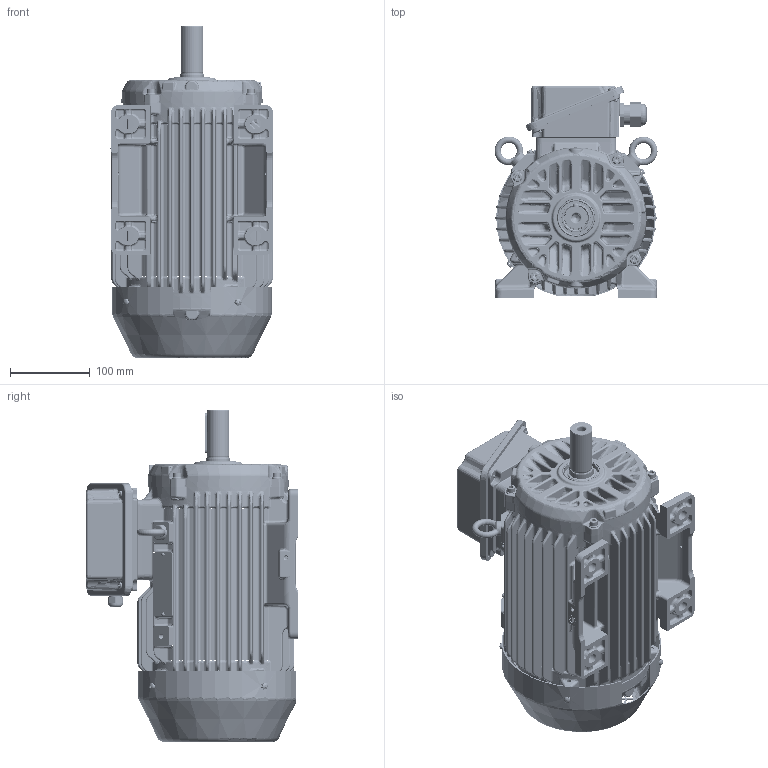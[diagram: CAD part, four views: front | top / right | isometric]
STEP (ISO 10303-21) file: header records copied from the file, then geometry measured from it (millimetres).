
FILE_DESCRIPTION(/* description */ (''),/* implementation_level */ '2;1');
FILE_NAME(/* name */ '6521675xx.stp',/* time_stamp */ '2020-12-07T23:04:32+03:00',/* author */ (''),/* organization */ (''),/* preprocessor_version */ 'ST-DEVELOPER v16',/* originating_system */ 'SIEMENS PLM Software NX 11.0',/* authorisation */ '');
FILE_SCHEMA (('AUTOMOTIVE_DESIGN { 1 0 10303 214 3 1 1 1 }'));
Length unit declared in the file: millimetre
Products named in the file (1): C901A24426BAzdo7
Bounding box: 204.28 x 265.48 x 416 mm (x, y, z)
Surface area: 678018.3 mm2 (no closed solid volume)
Topology: 0 solids, 100 shells, 4919 faces, 13985 edges, 8617 vertices
Faces by surface type: bspline 1784, cylinder 1316, plane 928, torus 401, cone 306, sphere 181, extrusion 3
Full cylindrical faces by diameter (mm): 4.2 x2, 5 x8, 6.5 x1, 6.8 x2, 8 x4, 8.5 x1, 8.65 x4, 10 x11, 10.5 x1, 12 x4, 16 x1, 17.2 x2, 18 x1, 20 x2, 25.25 x2, 27.336 x1, 27.7 x2, 28 x1, 30 x1, 34 x1, 35.5 x1, 43.4 x1, 43.6 x1, 46 x1, 174 x1
Entity records: 206918 total; most frequent: CARTESIAN_POINT 93120, ORIENTED_EDGE 23954, DIRECTION 21020, EDGE_CURVE 13564, AXIS2_PLACEMENT_3D 8599, VERTEX_POINT 8573, EDGE_LOOP 5418, ADVANCED_FACE 4918
